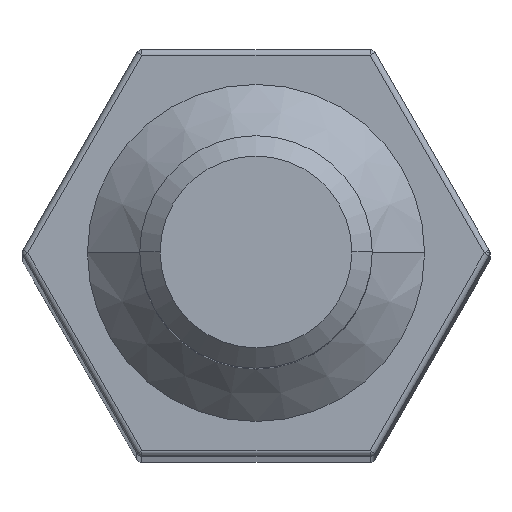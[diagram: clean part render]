
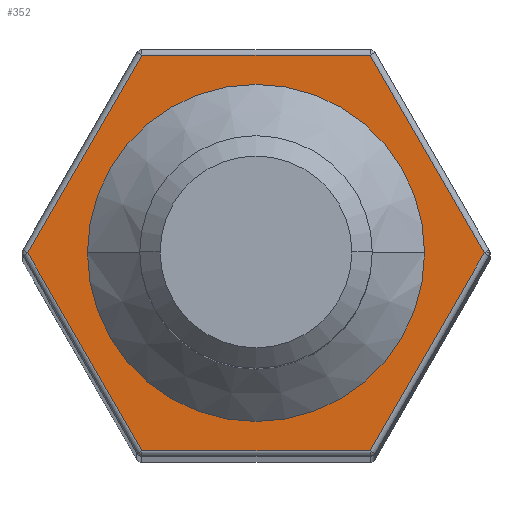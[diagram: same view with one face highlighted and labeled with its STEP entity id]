
A CAD part, top view. The second image highlights one B-rep face of the part: STEP entity #352.
In plain terms, the highlighted planar face has unit normal (0, 0, 1).
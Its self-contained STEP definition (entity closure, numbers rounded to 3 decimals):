
#12 = VERTEX_POINT ( 'NONE', #1270 ) ;
#15 = EDGE_LOOP ( 'NONE', ( #858, #854 ) ) ;
#29 = AXIS2_PLACEMENT_3D ( 'NONE', #923, #868, #1371 ) ;
#86 = DIRECTION ( 'NONE',  ( 0.5, 0.866, 0. ) ) ;
#114 = FACE_BOUND ( 'NONE', #15, .T. ) ;
#124 = FACE_OUTER_BOUND ( 'NONE', #280, .T. ) ;
#193 = DIRECTION ( 'NONE',  ( -0.5, 0.866, 0. ) ) ;
#210 = CARTESIAN_POINT ( 'NONE',  ( -2.9, 0., 0. ) ) ;
#224 = VERTEX_POINT ( 'NONE', #968 ) ;
#253 = VERTEX_POINT ( 'NONE', #920 ) ;
#280 = EDGE_LOOP ( 'NONE', ( #550, #1016, #503, #1342, #803, #873 ) ) ;
#287 = CARTESIAN_POINT ( 'NONE',  ( 2.9, 0., 0. ) ) ;
#289 = AXIS2_PLACEMENT_3D ( 'NONE', #767, #762, #759 ) ;
#325 = DIRECTION ( 'NONE',  ( 0.5, -0.866, 0. ) ) ;
#352 = ADVANCED_FACE ( 'NONE', ( #124, #114 ), #764, .F. ) ;
#381 = VERTEX_POINT ( 'NONE', #712 ) ;
#389 = VERTEX_POINT ( 'NONE', #707 ) ;
#400 = AXIS2_PLACEMENT_3D ( 'NONE', #438, #1229, #566 ) ;
#406 = VECTOR ( 'NONE', #86, 1000. ) ;
#420 = VERTEX_POINT ( 'NONE', #661 ) ;
#423 = VECTOR ( 'NONE', #1035, 1000. ) ;
#438 = CARTESIAN_POINT ( 'NONE',  ( 0., 0., 0. ) ) ;
#450 = LINE ( 'NONE', #1243, #423 ) ;
#452 = LINE ( 'NONE', #1413, #406 ) ;
#468 = VECTOR ( 'NONE', #826, 1000. ) ;
#481 = LINE ( 'NONE', #1236, #546 ) ;
#483 = VECTOR ( 'NONE', #1326, 1000. ) ;
#498 = LINE ( 'NONE', #1408, #468 ) ;
#503 = ORIENTED_EDGE ( 'NONE', *, *, #1202, .T. ) ;
#543 = LINE ( 'NONE', #576, #483 ) ;
#546 = VECTOR ( 'NONE', #325, 1000. ) ;
#550 = ORIENTED_EDGE ( 'NONE', *, *, #1151, .T. ) ;
#566 = DIRECTION ( 'NONE',  ( -1., 0., 0. ) ) ;
#576 = CARTESIAN_POINT ( 'NONE',  ( -4.041, 3.4, 0. ) ) ;
#609 = VECTOR ( 'NONE', #193, 1000. ) ;
#627 = LINE ( 'NONE', #1024, #609 ) ;
#660 = CIRCLE ( 'NONE', #400, 2.9 ) ;
#661 = CARTESIAN_POINT ( 'NONE',  ( 3.926, 0., 0. ) ) ;
#707 = CARTESIAN_POINT ( 'NONE',  ( -1.963, 3.4, 0. ) ) ;
#712 = CARTESIAN_POINT ( 'NONE',  ( -3.926, 0., 0. ) ) ;
#743 = VERTEX_POINT ( 'NONE', #210 ) ;
#759 = DIRECTION ( 'NONE',  ( -1., 0., 0. ) ) ;
#762 = DIRECTION ( 'NONE',  ( 0., 0., -1. ) ) ;
#764 = PLANE ( 'NONE',  #289 ) ;
#767 = CARTESIAN_POINT ( 'NONE',  ( -4.041, 0., 0. ) ) ;
#803 = ORIENTED_EDGE ( 'NONE', *, *, #1245, .T. ) ;
#826 = DIRECTION ( 'NONE',  ( -0.5, -0.866, 0. ) ) ;
#854 = ORIENTED_EDGE ( 'NONE', *, *, #1139, .T. ) ;
#858 = ORIENTED_EDGE ( 'NONE', *, *, #1038, .T. ) ;
#868 = DIRECTION ( 'NONE',  ( 0., 0., -1. ) ) ;
#873 = ORIENTED_EDGE ( 'NONE', *, *, #1246, .T. ) ;
#920 = CARTESIAN_POINT ( 'NONE',  ( -1.963, -3.4, 0. ) ) ;
#923 = CARTESIAN_POINT ( 'NONE',  ( 0., 0., 0. ) ) ;
#968 = CARTESIAN_POINT ( 'NONE',  ( 1.963, -3.4, 0. ) ) ;
#1016 = ORIENTED_EDGE ( 'NONE', *, *, #1168, .T. ) ;
#1024 = CARTESIAN_POINT ( 'NONE',  ( 1.934, 3.45, 0. ) ) ;
#1035 = DIRECTION ( 'NONE',  ( 1., 0., 0. ) ) ;
#1038 = EDGE_CURVE ( 'NONE', #743, #1086, #1358, .T. ) ;
#1086 = VERTEX_POINT ( 'NONE', #287 ) ;
#1139 = EDGE_CURVE ( 'NONE', #1086, #743, #660, .T. ) ;
#1151 = EDGE_CURVE ( 'NONE', #420, #12, #627, .T. ) ;
#1168 = EDGE_CURVE ( 'NONE', #12, #389, #543, .T. ) ;
#1202 = EDGE_CURVE ( 'NONE', #389, #381, #498, .T. ) ;
#1229 = DIRECTION ( 'NONE',  ( 0., 0., -1. ) ) ;
#1233 = EDGE_CURVE ( 'NONE', #381, #253, #481, .T. ) ;
#1236 = CARTESIAN_POINT ( 'NONE',  ( -3.955, 0.05, 0. ) ) ;
#1243 = CARTESIAN_POINT ( 'NONE',  ( -4.041, -3.4, 0. ) ) ;
#1245 = EDGE_CURVE ( 'NONE', #253, #224, #450, .T. ) ;
#1246 = EDGE_CURVE ( 'NONE', #224, #420, #452, .T. ) ;
#1270 = CARTESIAN_POINT ( 'NONE',  ( 1.963, 3.4, 0. ) ) ;
#1326 = DIRECTION ( 'NONE',  ( -1., 0., 0. ) ) ;
#1342 = ORIENTED_EDGE ( 'NONE', *, *, #1233, .T. ) ;
#1358 = CIRCLE ( 'NONE', #29, 2.9 ) ;
#1371 = DIRECTION ( 'NONE',  ( -1., 0., 0. ) ) ;
#1408 = CARTESIAN_POINT ( 'NONE',  ( -3.955, -0.05, 0. ) ) ;
#1413 = CARTESIAN_POINT ( 'NONE',  ( 1.934, -3.45, 0. ) ) ;
